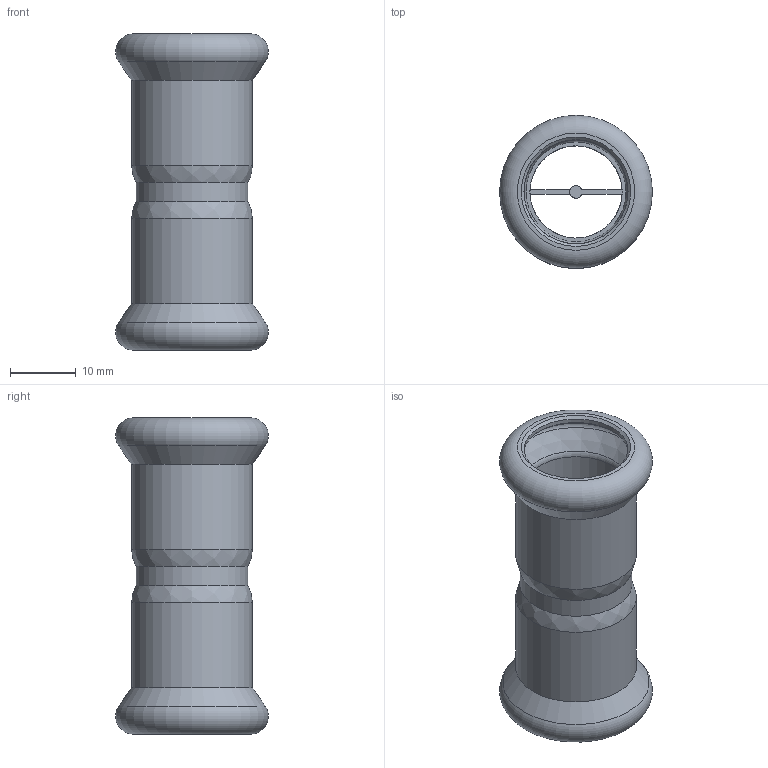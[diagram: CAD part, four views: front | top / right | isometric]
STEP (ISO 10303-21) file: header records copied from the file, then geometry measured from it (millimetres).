
FILE_DESCRIPTION(/* description */ (''),/* implementation_level */ '2;1');
FILE_NAME(/* name */ '34101.stp',/* time_stamp */ '2014-04-03T17:06:09+02:00',/* author */ ('bruh'),/* organization */ (''),/* preprocessor_version */ 'ST-DEVELOPER v15.2',/* originating_system */ 'Autodesk Inventor 2014',/* authorisation */ '');
FILE_SCHEMA (('AUTOMOTIVE_DESIGN { 1 0 10303 214 3 1 1 }'));
Length unit declared in the file: millimetre
Products named in the file (4): 432002; 900055; 34101
Bounding box: 23.2 x 23.2 x 48 mm (x, y, z)
Volume: 4438.2 mm3; surface area: 6265.4 mm2
Topology: 3 solids, 3 shells, 44 faces, 90 edges, 56 vertices
Faces by surface type: plane 16, cylinder 12, cone 8, torus 6, bspline 2
Full cylindrical faces by diameter (mm): 14 x3, 15.2 x2, 15.8 x2, 17 x1, 18.3 x2
Entity records: 679 total; most frequent: CARTESIAN_POINT 123, DIRECTION 120, ORIENTED_EDGE 68, AXIS2_PLACEMENT_3D 56, EDGE_LOOP 43, EDGE_CURVE 34, VERTEX_POINT 29, CIRCLE 25
